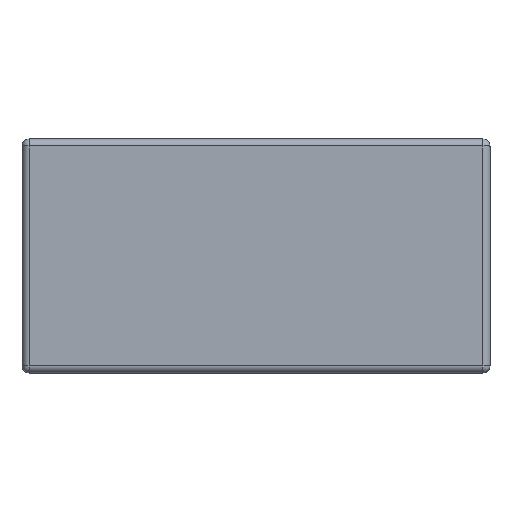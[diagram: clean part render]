
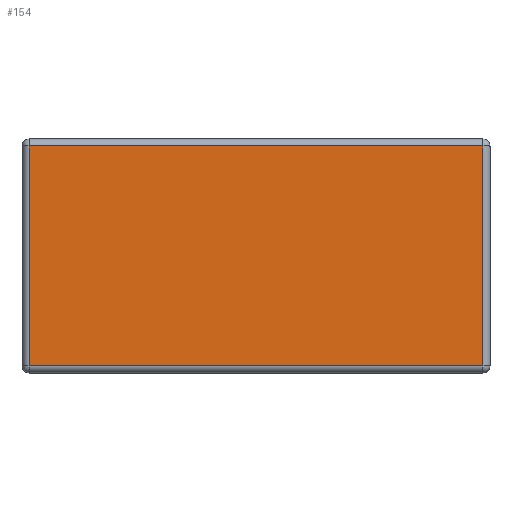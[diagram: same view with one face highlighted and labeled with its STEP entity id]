
A CAD part, top view. The second image highlights one B-rep face of the part: STEP entity #154.
In plain terms, the highlighted planar face has unit normal (0, 0, 1).
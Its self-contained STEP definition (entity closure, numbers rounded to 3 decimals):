
#154 = ADVANCED_FACE( '', ( #365 ), #366, .T. );
#365 = FACE_OUTER_BOUND( '', #638, .T. );
#366 = PLANE( '', #639 );
#638 = EDGE_LOOP( '', ( #1020, #1021, #1022, #1023 ) );
#639 = AXIS2_PLACEMENT_3D( '', #1024, #1025, #1026 );
#1020 = ORIENTED_EDGE( '', *, *, #1660, .T. );
#1021 = ORIENTED_EDGE( '', *, *, #1590, .T. );
#1022 = ORIENTED_EDGE( '', *, *, #1661, .T. );
#1023 = ORIENTED_EDGE( '', *, *, #1662, .T. );
#1024 = CARTESIAN_POINT( '', ( 0., 0., 29. ) );
#1025 = DIRECTION( '', ( 0., 0., 1. ) );
#1026 = DIRECTION( '', ( 1., 0., 0. ) );
#1590 = EDGE_CURVE( '', #1895, #1893, #1896, .T. );
#1660 = EDGE_CURVE( '', #2008, #1895, #2009, .T. );
#1661 = EDGE_CURVE( '', #1893, #2002, #2010, .T. );
#1662 = EDGE_CURVE( '', #2002, #2008, #2011, .T. );
#1893 = VERTEX_POINT( '', #2321 );
#1895 = VERTEX_POINT( '', #2323 );
#1896 = LINE( '', #2324, #2325 );
#2002 = VERTEX_POINT( '', #2477 );
#2008 = VERTEX_POINT( '', #2483 );
#2009 = LINE( '', #2484, #2485 );
#2010 = LINE( '', #2486, #2487 );
#2011 = LINE( '', #2488, #2489 );
#2321 = CARTESIAN_POINT( '', ( -48.5, 23.5, 29. ) );
#2323 = CARTESIAN_POINT( '', ( 48.5, 23.5, 29. ) );
#2324 = CARTESIAN_POINT( '', ( -50., 23.5, 29. ) );
#2325 = VECTOR( '', #2819, 1000. );
#2477 = CARTESIAN_POINT( '', ( -48.5, -23.5, 29. ) );
#2483 = CARTESIAN_POINT( '', ( 48.5, -23.5, 29. ) );
#2484 = CARTESIAN_POINT( '', ( 48.5, 25., 29. ) );
#2485 = VECTOR( '', #2890, 1000. );
#2486 = CARTESIAN_POINT( '', ( -48.5, -25., 29. ) );
#2487 = VECTOR( '', #2891, 1000. );
#2488 = CARTESIAN_POINT( '', ( 50., -23.5, 29. ) );
#2489 = VECTOR( '', #2892, 1000. );
#2819 = DIRECTION( '', ( -1., 0., 0. ) );
#2890 = DIRECTION( '', ( 0., 1., 0. ) );
#2891 = DIRECTION( '', ( 0., -1., 0. ) );
#2892 = DIRECTION( '', ( 1., 0., 0. ) );
